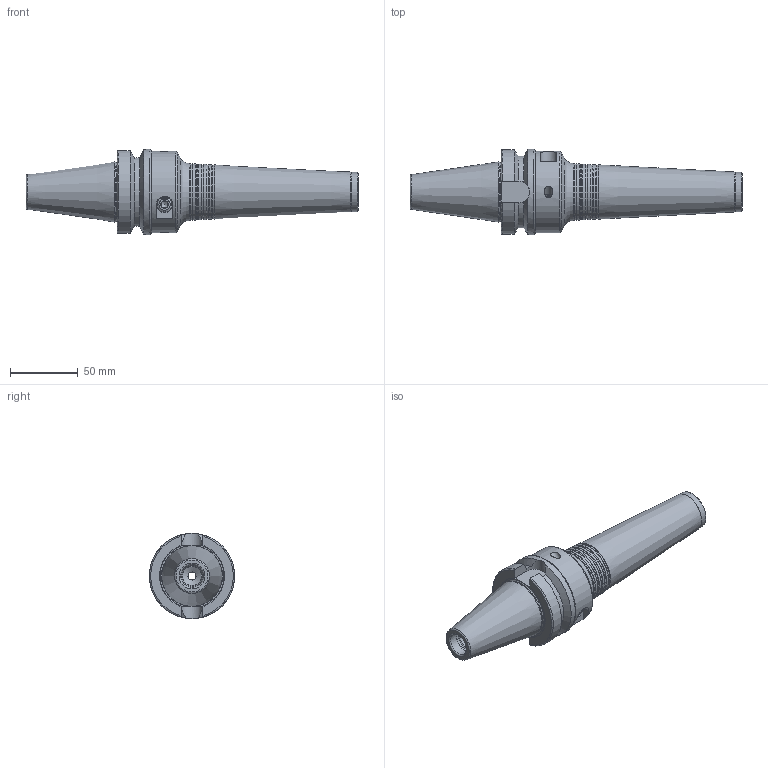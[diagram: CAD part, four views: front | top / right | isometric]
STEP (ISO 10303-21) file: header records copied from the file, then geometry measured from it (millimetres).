
FILE_DESCRIPTION((''),'2;1');
FILE_NAME('395002320180 BT40-PHC20SB-180-C-3D.stp','2022-11-16T09:40:58',('nttooll'),(''),'Autodesk Inventor 2012','Autodesk Inventor 2012','');
FILE_SCHEMA(('AUTOMOTIVE_DESIGN { 1 0 10303 214 1 1 1 1 }'));
Length unit declared in the file: millimetre
Products named in the file (1): 395002320180 BT40-PHC20SB-180-C-3D
Bounding box: 245.4 x 63 x 63 mm (x, y, z)
Volume: 265471 mm3; surface area: 50560.4 mm2
Topology: 1 solids, 1 shells, 139 faces, 314 edges, 190 vertices
Faces by surface type: cone 58, cylinder 42, plane 27, torus 12
Full cylindrical faces by diameter (mm): 2.887 x2, 4.1 x1, 5 x4, 5.774 x2, 6 x3, 11 x2, 14 x1, 14.25 x1, 16 x1, 17 x1, 17.4 x1, 20.4 x2, 29 x1, 43.5 x1, 60 x1, 63 x1
Entity records: 3656 total; most frequent: CARTESIAN_POINT 897, DIRECTION 592, ORIENTED_EDGE 454, AXIS2_PLACEMENT_3D 274, EDGE_LOOP 232, EDGE_CURVE 227, VERTEX_POINT 181, FACE_OUTER_BOUND 139
